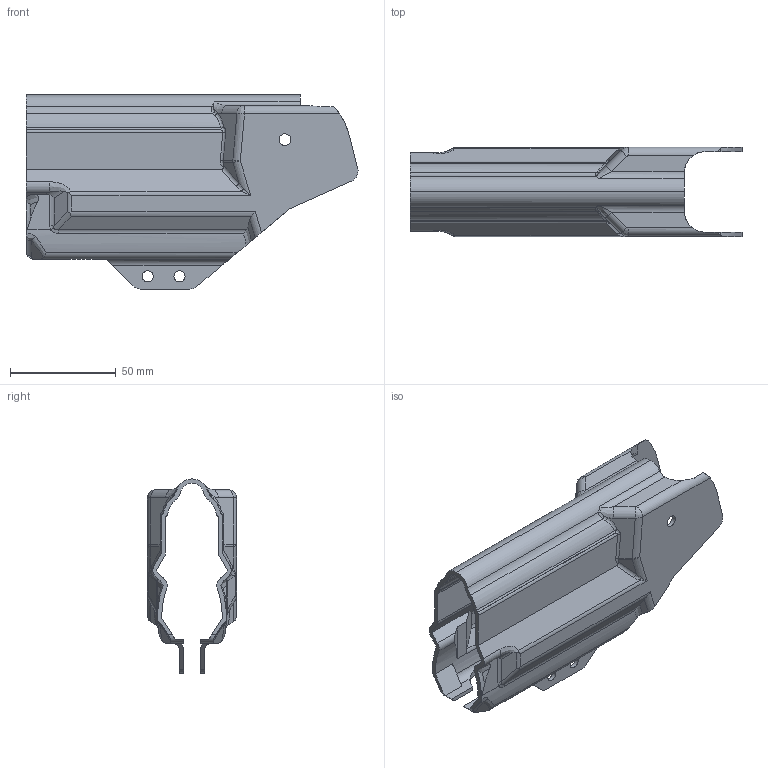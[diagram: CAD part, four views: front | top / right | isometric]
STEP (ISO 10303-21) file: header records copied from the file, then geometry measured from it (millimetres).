
FILE_DESCRIPTION(/* description */ ('baseBody_CZ82'),/* implementation_level */ '2;1');
FILE_NAME(/* name */ 'CZ82_olightNATOHolster',/* time_stamp */ '2023-09-18T17:35:52-04:00',/* author */ ('George'),/* organization */ ('Archive 663'),/* preprocessor_version */ 'ST-DEVELOPER v16.7',/* originating_system */ 'Solid Edge',/* authorisation */ 'Unknown');
FILE_SCHEMA (('AUTOMOTIVE_DESIGN {1 0 10303 214 3 1 1}'));
Length unit declared in the file: millimetre
Products named in the file (1): CZ82_olightNATOHolster
Bounding box: 156.79 x 42.06 x 91.71 mm (x, y, z)
Volume: 54578.4 mm3; surface area: 53425.5 mm2
Topology: 1 solids, 1 shells, 290 faces, 805 edges, 503 vertices
Faces by surface type: cylinder 121, plane 101, bspline 58, torus 4, sphere 4, cone 2
Full cylindrical faces by diameter (mm): 5.25 x4, 5.5 x2
Entity records: 9848 total; most frequent: CARTESIAN_POINT 2735, ORIENTED_EDGE 1564, DIRECTION 1428, EDGE_CURVE 782, AXIS2_PLACEMENT_3D 543, VERTEX_POINT 500, LINE 342, VECTOR 342
